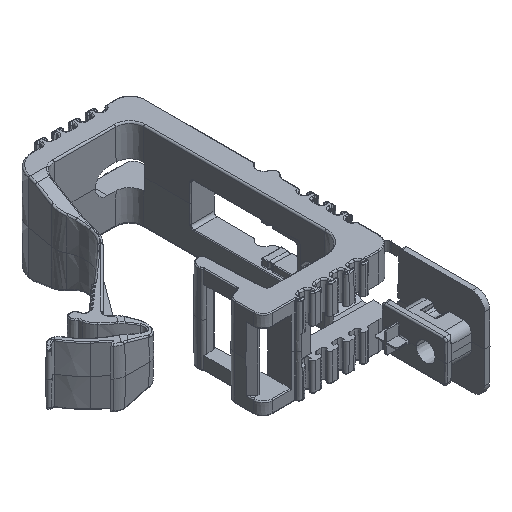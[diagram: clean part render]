
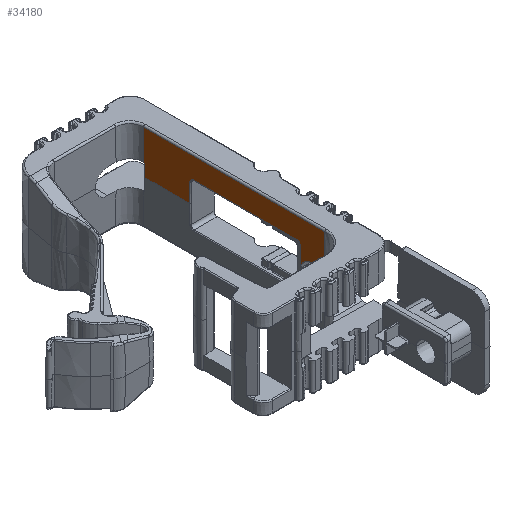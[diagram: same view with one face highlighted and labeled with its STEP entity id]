
A CAD part, isometric view. The second image highlights one B-rep face of the part: STEP entity #34180.
In plain terms, the highlighted planar face has unit normal (-1, 0, 0.009).
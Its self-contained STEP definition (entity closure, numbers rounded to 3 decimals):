
#835=DIRECTION('',(0.009,0.,1.));
#836=VECTOR('',#835,13.805);
#837=CARTESIAN_POINT('',(11.443,51.431,-23.));
#838=LINE('',#837,#836);
#878=CARTESIAN_POINT('',(11.495,59.245,-17.062));
#879=CARTESIAN_POINT('',(11.495,59.245,-17.052));
#880=CARTESIAN_POINT('',(11.495,59.246,-17.016));
#881=CARTESIAN_POINT('',(11.496,59.249,-16.953));
#882=CARTESIAN_POINT('',(11.497,59.262,-16.848));
#883=CARTESIAN_POINT('',(11.498,59.291,-16.722));
#884=CARTESIAN_POINT('',(11.499,59.343,-16.579));
#885=CARTESIAN_POINT('',(11.5,59.411,-16.447));
#886=CARTESIAN_POINT('',(11.501,59.495,-16.325));
#887=CARTESIAN_POINT('',(11.503,59.652,-16.147));
#888=CARTESIAN_POINT('',(11.504,59.841,-16.013));
#889=CARTESIAN_POINT('',(11.505,60.046,-15.928));
#890=CARTESIAN_POINT('',(11.505,60.166,-15.893));
#891=CARTESIAN_POINT('',(11.505,60.269,-15.874));
#892=CARTESIAN_POINT('',(11.505,60.351,-15.866));
#893=CARTESIAN_POINT('',(11.505,60.403,-15.863));
#894=CARTESIAN_POINT('',(11.505,60.435,-15.862));
#895=CARTESIAN_POINT('',(11.505,60.445,-15.862));
#897=CARTESIAN_POINT('',(11.505,93.767,-15.862));
#898=CARTESIAN_POINT('',(11.505,93.777,-15.862));
#899=CARTESIAN_POINT('',(11.505,93.808,-15.863));
#900=CARTESIAN_POINT('',(11.505,93.86,-15.866));
#901=CARTESIAN_POINT('',(11.505,93.943,-15.874));
#902=CARTESIAN_POINT('',(11.505,94.046,-15.893));
#903=CARTESIAN_POINT('',(11.505,94.166,-15.928));
#904=CARTESIAN_POINT('',(11.504,94.37,-16.013));
#905=CARTESIAN_POINT('',(11.503,94.56,-16.147));
#906=CARTESIAN_POINT('',(11.501,94.717,-16.325));
#907=CARTESIAN_POINT('',(11.5,94.8,-16.447));
#908=CARTESIAN_POINT('',(11.499,94.868,-16.579));
#909=CARTESIAN_POINT('',(11.498,94.921,-16.722));
#910=CARTESIAN_POINT('',(11.497,94.949,-16.848));
#911=CARTESIAN_POINT('',(11.496,94.962,-16.953));
#912=CARTESIAN_POINT('',(11.495,94.966,-17.016));
#913=CARTESIAN_POINT('',(11.495,94.966,-17.052));
#914=CARTESIAN_POINT('',(11.495,94.966,-17.062));
#916=DIRECTION('',(0.,1.,0.));
#917=VECTOR('',#916,1.436);
#918=CARTESIAN_POINT('',(11.443,51.431,-23.));
#919=LINE('',#918,#917);
#920=DIRECTION('',(0.,1.,0.));
#921=VECTOR('',#920,14.54);
#922=CARTESIAN_POINT('',(11.443,94.966,-23.));
#923=LINE('',#922,#921);
#962=DIRECTION('',(0.,1.,0.));
#963=VECTOR('',#962,0.301);
#964=CARTESIAN_POINT('',(11.443,58.945,-23.));
#965=LINE('',#964,#963);
#2379=CARTESIAN_POINT('',(11.443,94.966,-23.));
#2394=DIRECTION('',(-0.009,0.,-1.));
#2395=VECTOR('',#2394,5.938);
#2396=CARTESIAN_POINT('',(11.495,94.966,-17.062));
#2397=LINE('',#2396,#2395);
#2412=DIRECTION('',(0.,-1.,0.));
#2413=VECTOR('',#2412,33.322);
#2414=CARTESIAN_POINT('',(11.505,93.767,-15.862));
#2415=LINE('',#2414,#2413);
#2434=DIRECTION('',(0.009,0.,1.));
#2435=VECTOR('',#2434,5.938);
#2436=CARTESIAN_POINT('',(11.443,59.246,-23.));
#2437=LINE('',#2436,#2435);
#2438=CARTESIAN_POINT('',(11.443,59.246,-23.));
#5957=CARTESIAN_POINT('',(11.478,110.031,-18.963));
#5959=DIRECTION('',(0.,-1.,0.));
#5960=VECTOR('',#5959,0.525);
#5961=CARTESIAN_POINT('',(11.478,110.031,-18.963));
#5962=LINE('',#5961,#5960);
#13071=DIRECTION('',(-0.009,0.,-1.));
#13072=VECTOR('',#13071,4.037);
#13073=CARTESIAN_POINT('',(11.478,109.506,-18.963));
#13074=LINE('',#13073,#13072);
#17457=DIRECTION('',(-0.009,0.,-1.));
#17458=VECTOR('',#17457,9.768);
#17459=CARTESIAN_POINT('',(11.564,110.031,-9.196));
#17460=LINE('',#17459,#17458);
#17476=DIRECTION('',(0.,1.,0.));
#17477=VECTOR('',#17476,58.6);
#17478=CARTESIAN_POINT('',(11.564,51.431,
-9.196));
#17479=LINE('',#17478,#17477);
#26523=CARTESIAN_POINT('',(11.443,52.867,-23.));
#26524=CARTESIAN_POINT('',(11.446,52.867,
-22.642));
#26525=CARTESIAN_POINT('',(11.453,52.996,
-21.868));
#26526=CARTESIAN_POINT('',(11.462,53.693,
-20.786));
#26527=CARTESIAN_POINT('',(11.468,54.592,
-20.207));
#26528=CARTESIAN_POINT('',(11.469,55.357,
-19.992));
#26529=CARTESIAN_POINT('',(11.47,55.906,-19.944));
#26530=CARTESIAN_POINT('',(11.469,56.455,
-19.992));
#26531=CARTESIAN_POINT('',(11.468,57.22,
-20.207));
#26532=CARTESIAN_POINT('',(11.462,58.119,
-20.786));
#26533=CARTESIAN_POINT('',(11.453,58.815,
-21.868));
#26534=CARTESIAN_POINT('',(11.446,58.945,
-22.642));
#26535=CARTESIAN_POINT('',(11.443,58.945,-23.));
#30615=CARTESIAN_POINT('',(11.505,93.767,
-15.862));
#30617=VERTEX_POINT('',#30615);
#30621=CARTESIAN_POINT('',(11.505,60.445,
-15.862));
#30622=VERTEX_POINT('',#30621);
#30650=CARTESIAN_POINT('',(11.495,94.966,
-17.063));
#30652=VERTEX_POINT('',#30650);
#30658=CARTESIAN_POINT('',(11.495,59.245,
-17.063));
#30660=VERTEX_POINT('',#30658);
#31699=CARTESIAN_POINT('',(11.564,110.031,
-9.196));
#31701=VERTEX_POINT('',#31699);
#31913=VERTEX_POINT('',#5957);
#31915=CARTESIAN_POINT('',(11.564,51.431,
-9.196));
#31917=VERTEX_POINT('',#31915);
#31982=CARTESIAN_POINT('',(11.478,109.506,-18.963));
#31983=VERTEX_POINT('',#31982);
#32663=VERTEX_POINT('',#2379);
#32664=VERTEX_POINT('',#2438);
#32789=CARTESIAN_POINT('',(11.443,51.431,-23.));
#32790=CARTESIAN_POINT('',(11.443,52.867,-23.));
#32791=VERTEX_POINT('',#32789);
#32792=VERTEX_POINT('',#32790);
#32793=CARTESIAN_POINT('',(11.443,58.945,-23.));
#32794=VERTEX_POINT('',#32793);
#32795=CARTESIAN_POINT('',(11.443,109.506,-23.));
#32796=VERTEX_POINT('',#32795);
#34146=CARTESIAN_POINT('',(11.568,52.431,-8.7));
#34147=DIRECTION('',(1.,0.,-0.009));
#34148=DIRECTION('',(0.,1.,0.));
#34149=AXIS2_PLACEMENT_3D('',#34146,#34147,#34148);
#34150=PLANE('',#34149);
#34152=ORIENTED_EDGE('',*,*,#34151,.T.);
#34154=ORIENTED_EDGE('',*,*,#34153,.T.);
#34156=ORIENTED_EDGE('',*,*,#34155,.T.);
#34158=ORIENTED_EDGE('',*,*,#34157,.T.);
#34160=ORIENTED_EDGE('',*,*,#34159,.T.);
#34162=ORIENTED_EDGE('',*,*,#34161,.F.);
#34164=ORIENTED_EDGE('',*,*,#34163,.T.);
#34166=ORIENTED_EDGE('',*,*,#34165,.T.);
#34168=ORIENTED_EDGE('',*,*,#34167,.T.);
#34170=ORIENTED_EDGE('',*,*,#34169,.F.);
#34172=ORIENTED_EDGE('',*,*,#34171,.F.);
#34174=ORIENTED_EDGE('',*,*,#34173,.F.);
#34176=ORIENTED_EDGE('',*,*,#34175,.F.);
#34177=ORIENTED_EDGE('',*,*,#34125,.F.);
#34178=EDGE_LOOP('',(#34152,#34154,#34156,#34158,#34160,#34162,#34164,#34166,
#34168,#34170,#34172,#34174,#34176,#34177));
#34179=FACE_OUTER_BOUND('',#34178,.F.);
#34180=ADVANCED_FACE('',(#34179),#34150,.F.);
#896=B_SPLINE_CURVE_WITH_KNOTS('',3,(#878,#879,#880,#881,#882,#883,#884,#885,
#886,#887,#888,#889,#890,#891,#892,#893,#894,#895),.UNSPECIFIED.,.F.,.F.,(4,1,1,
1,1,1,1,1,1,1,1,1,1,1,1,4),(0.,0.016,0.058,
0.1,0.184,0.263,0.342,
0.421,0.5,0.718,0.784,
0.851,0.917,0.95,0.984,1.),
.UNSPECIFIED.);
#915=B_SPLINE_CURVE_WITH_KNOTS('',3,(#897,#898,#899,#900,#901,#902,#903,#904,
#905,#906,#907,#908,#909,#910,#911,#912,#913,#914),.UNSPECIFIED.,.F.,.F.,(4,1,1,
1,1,1,1,1,1,1,1,1,1,1,1,4),(0.,0.016,0.05,
0.083,0.149,0.216,0.282,
0.5,0.579,0.658,0.737,
0.816,0.9,0.942,0.984,1.),
.UNSPECIFIED.);
#26536=B_SPLINE_CURVE_WITH_KNOTS('',3,(#26523,#26524,#26525,#26526,#26527,
#26528,#26529,#26530,#26531,#26532,#26533,#26534,#26535),.UNSPECIFIED.,.F.,.F.,(
4,1,1,1,1,1,1,1,1,1,4),(0.,0.125,0.25,0.375,0.438,0.5,0.563,
0.625,0.75,0.875,1.),.UNSPECIFIED.);
#34125=EDGE_CURVE('',#32791,#31917,#838,.T.);
#34151=EDGE_CURVE('',#32791,#32792,#919,.T.);
#34153=EDGE_CURVE('',#32792,#32794,#26536,.T.);
#34155=EDGE_CURVE('',#32794,#32664,#965,.T.);
#34157=EDGE_CURVE('',#32664,#30660,#2437,.T.);
#34159=EDGE_CURVE('',#30660,#30622,#896,.T.);
#34161=EDGE_CURVE('',#30617,#30622,#2415,.T.);
#34163=EDGE_CURVE('',#30617,#30652,#915,.T.);
#34165=EDGE_CURVE('',#30652,#32663,#2397,.T.);
#34167=EDGE_CURVE('',#32663,#32796,#923,.T.);
#34169=EDGE_CURVE('',#31983,#32796,#13074,.T.);
#34171=EDGE_CURVE('',#31913,#31983,#5962,.T.);
#34173=EDGE_CURVE('',#31701,#31913,#17460,.T.);
#34175=EDGE_CURVE('',#31917,#31701,#17479,.T.);
